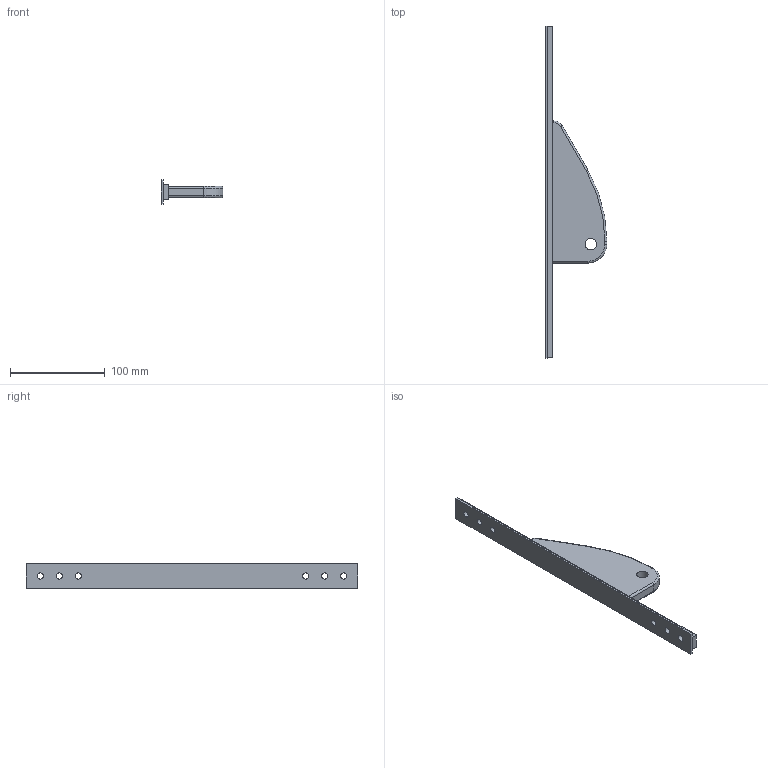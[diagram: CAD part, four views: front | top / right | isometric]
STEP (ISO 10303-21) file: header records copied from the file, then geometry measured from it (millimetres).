
FILE_DESCRIPTION(('FreeCAD Model'),'2;1');
FILE_NAME('Open CASCADE Shape Model','2021-04-27T14:12:02',('Author'),( ''),'Open CASCADE STEP processor 7.5','FreeCAD','Unknown');
FILE_SCHEMA(('AUTOMOTIVE_DESIGN { 1 0 10303 214 1 1 1 1 }'));
Length unit declared in the file: millimetre
Products named in the file (1): Fillet004
Bounding box: 65 x 350 x 26 mm (x, y, z)
Volume: 122346 mm3; surface area: 37636.6 mm2
Topology: 1 solids, 1 shells, 42 faces, 101 edges, 62 vertices
Faces by surface type: plane 18, cylinder 18, torus 6
Full cylindrical faces by diameter (mm): 6.5 x6, 12 x1
Entity records: 2564 total; most frequent: CARTESIAN_POINT 444, DIRECTION 405, LINE 213, VECTOR 213, ORIENTED_EDGE 202, PCURVE 202, DEFINITIONAL_REPRESENTATION 202, EDGE_CURVE 101
